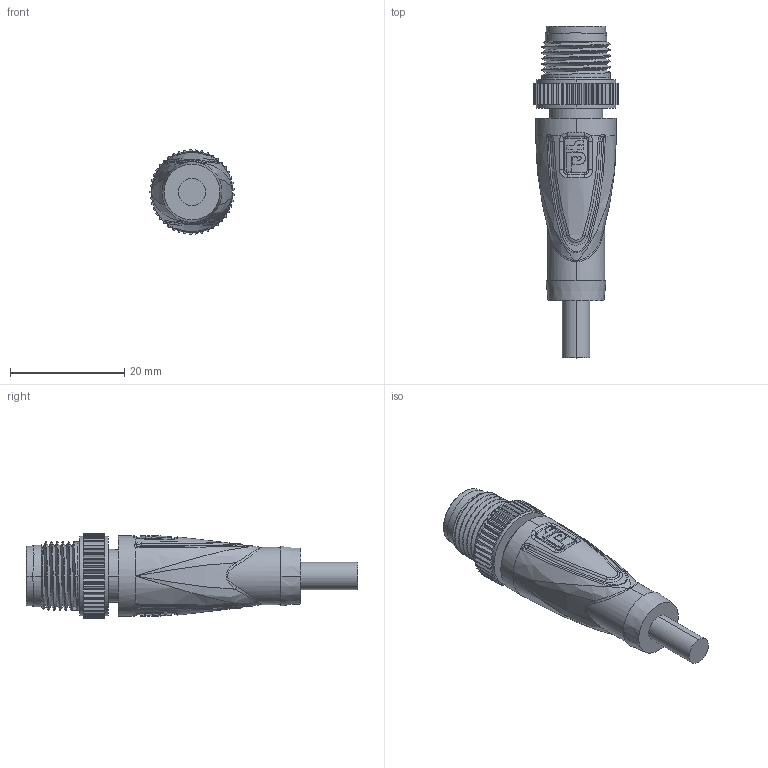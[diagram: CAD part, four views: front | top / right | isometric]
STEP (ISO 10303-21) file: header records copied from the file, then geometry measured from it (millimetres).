
FILE_DESCRIPTION((''),'2;1');
FILE_NAME('DM_CAD-1920','2014-01-13T',('creinig-se'),(''),'PRO/ENGINEER BY PARAMETRIC TECHNOLOGY CORPORATION, 2013050','PRO/ENGINEER BY PARAMETRIC TECHNOLOGY CORPORATION, 2013050','');
FILE_SCHEMA(('CONFIG_CONTROL_DESIGN'));
Length unit declared in the file: millimetre
Products named in the file (1): DM_CAD-1920
Bounding box: 14.79 x 58.2 x 14.8 mm (x, y, z)
Volume: 5288.7 mm3; surface area: 3827.6 mm2
Topology: 1 solids, 1 shells, 485 faces, 1152 edges, 685 vertices
Faces by surface type: plane 244, cylinder 105, bspline 105, cone 13, torus 12, sphere 6
Entity records: 27537 total; most frequent: CARTESIAN_POINT 12062, ORIENTED_EDGE 2304, DIRECTION 2117, EDGE_CURVE 1152, AXIS2_PLACEMENT_3D 830, FILL_AREA_STYLE_COLOUR 768, FILL_AREA_STYLE 768, SURFACE_STYLE_FILL_AREA 768
